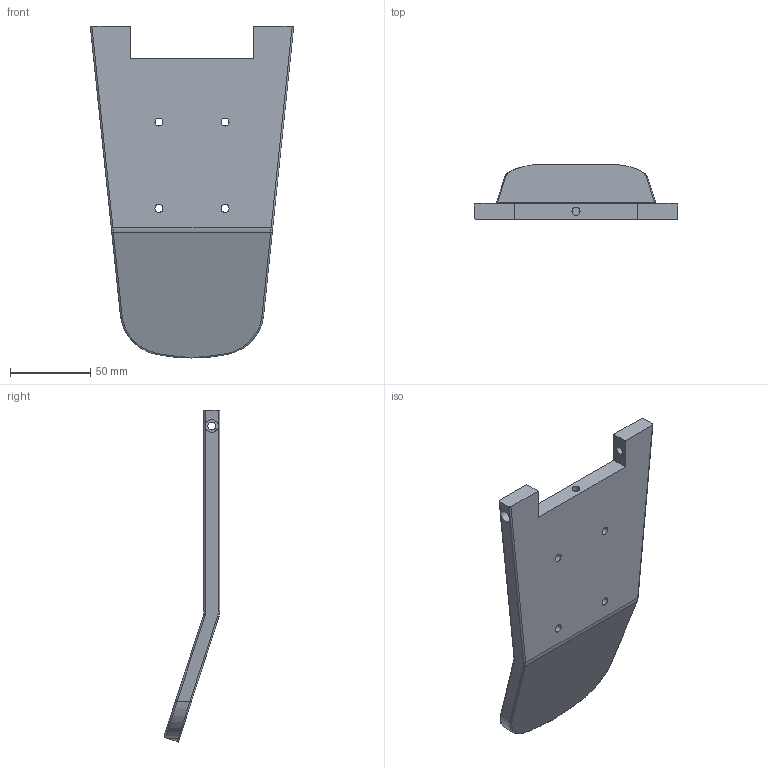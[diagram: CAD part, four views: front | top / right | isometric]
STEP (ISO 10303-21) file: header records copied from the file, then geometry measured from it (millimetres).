
FILE_DESCRIPTION(/* description */ (''),/* implementation_level */ '2;1');
FILE_NAME(/* name */ 'tail.stp',/* time_stamp */ '2023-07-17T22:20:59-07:00',/* author */ ('devan'),/* organization */ (''),/* preprocessor_version */ 'ST-DEVELOPER v19.2',/* originating_system */ 'Autodesk Inventor 2024',/* authorisation */ '');
FILE_SCHEMA (('AUTOMOTIVE_DESIGN { 1 0 10303 214 3 1 1 }'));
Length unit declared in the file: millimetre
Products named in the file (1): Part1
Bounding box: 127.09 x 34.78 x 207.4 mm (x, y, z)
Volume: 194817.9 mm3; surface area: 49387.5 mm2
Topology: 1 solids, 1 shells, 59 faces, 149 edges, 89 vertices
Faces by surface type: cylinder 24, plane 17, bspline 14, cone 4
Full cylindrical faces by diameter (mm): 5 x7, 8 x2
Entity records: 2386 total; most frequent: CARTESIAN_POINT 936, DIRECTION 295, ORIENTED_EDGE 290, EDGE_CURVE 145, AXIS2_PLACEMENT_3D 118, VERTEX_POINT 89, EDGE_LOOP 72, FACE_OUTER_BOUND 59
